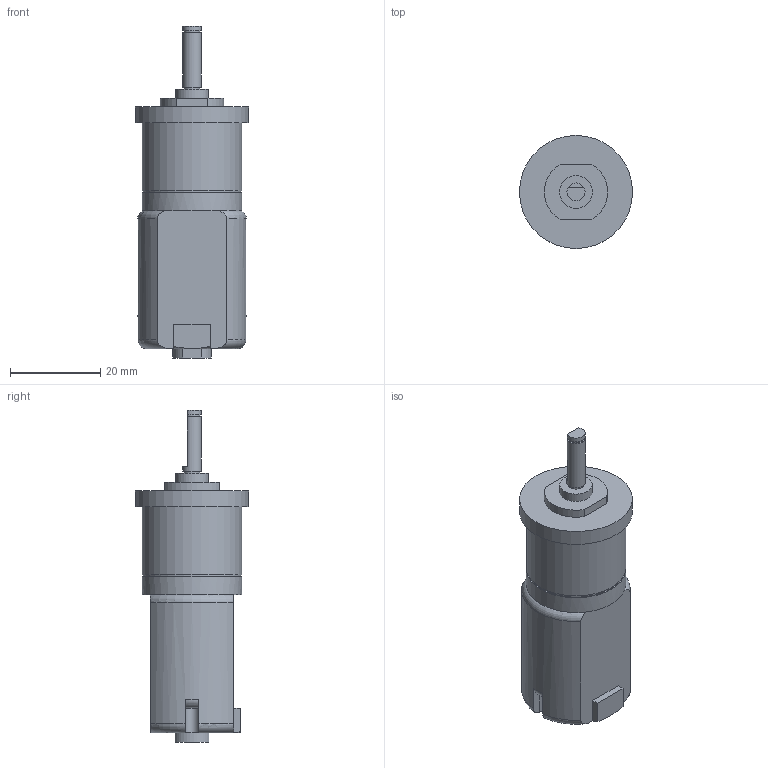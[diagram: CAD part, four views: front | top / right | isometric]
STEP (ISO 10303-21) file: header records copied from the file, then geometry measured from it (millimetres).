
FILE_DESCRIPTION(/* description */ (''),/* implementation_level */ '2;1');
FILE_NAME(/* name */ 'motor.stp',/* time_stamp */ '2024-11-03T23:46:58+03:00',/* author */ ('std42'),/* organization */ (''),/* preprocessor_version */ 'ST-DEVELOPER v19',/* originating_system */ 'Autodesk Inventor 2023',/* authorisation */ '');
FILE_SCHEMA (('AUTOMOTIVE_DESIGN { 1 0 10303 214 3 1 1 }'));
Length unit declared in the file: millimetre
Products named in the file (1): motor
Bounding box: 25 x 25 x 73.4 mm (x, y, z)
Volume: 21633.4 mm3; surface area: 5326.3 mm2
Topology: 1 solids, 1 shells, 56 faces, 134 edges, 88 vertices
Faces by surface type: plane 32, cylinder 17, torus 7
Full cylindrical faces by diameter (mm): 3.5 x1, 4 x1, 7.3 x1, 21.5 x1, 22 x2, 25 x1
Entity records: 1869 total; most frequent: CARTESIAN_POINT 466, DIRECTION 270, ORIENTED_EDGE 268, EDGE_CURVE 134, AXIS2_PLACEMENT_3D 106, VERTEX_POINT 88, EDGE_LOOP 64, LINE 58
